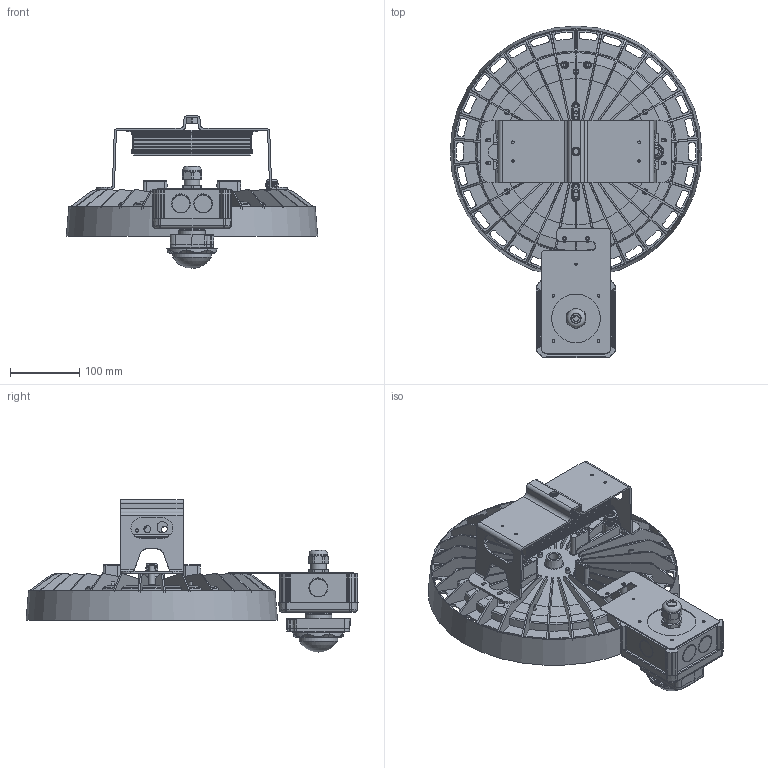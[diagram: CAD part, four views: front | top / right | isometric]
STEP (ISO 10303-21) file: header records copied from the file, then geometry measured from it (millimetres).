
FILE_DESCRIPTION(/* description */ ('This is a sample STEP configuration'),/* implementation_level */ '2;1');
FILE_NAME(/* name */ '157-0215xxxxxxxxx SIMPLE.ipt_Rev_00.stp',/* time_stamp */ '2023-05-02T16:00:14+02:00',/* author */ ('powerJobs'),/* organization */ ('coolOrange'),/* preprocessor_version */ 'ST-DEVELOPER v19.2',/* originating_system */ 'Autodesk Inventor 2023',/* authorisation */ '');
FILE_SCHEMA (('AUTOMOTIVE_DESIGN { 1 0 10303 214 3 1 1 }'));
Length unit declared in the file: millimetre
Products named in the file (1): ENG000029001
Bounding box: 362.1 x 477.85 x 219.81 mm (x, y, z)
Volume: 1705043.3 mm3; surface area: 1106599.6 mm2
Topology: 18 solids, 38 shells, 3145 faces, 8266 edges, 5333 vertices
Faces by surface type: plane 1381, cylinder 997, cone 410, bspline 245, torus 86, sphere 26
Full cylindrical faces by diameter (mm): 2.7 x10, 2.9 x8, 3 x3, 3.1 x4, 3.2 x8, 3.5 x2, 3.6 x4, 3.8 x4, 4 x4, 4.2 x6, 4.5 x18, 4.6 x2, 4.75 x1, 5 x2, 5.35 x1, 5.4 x8, 5.5 x18, 7.2 x4, 8 x1, 8.5 x4, 9 x15, 10 x2, 11 x1, 12.5 x1, 15 x9, 16.5 x2, 20 x1, 21.375 x2, 22.5 x1, 22.6 x1
Entity records: 141312 total; most frequent: CARTESIAN_POINT 60552, ORIENTED_EDGE 16516, DIRECTION 16102, EDGE_CURVE 8258, AXIS2_PLACEMENT_3D 6093, VERTEX_POINT 5334, LINE 3916, VECTOR 3916
